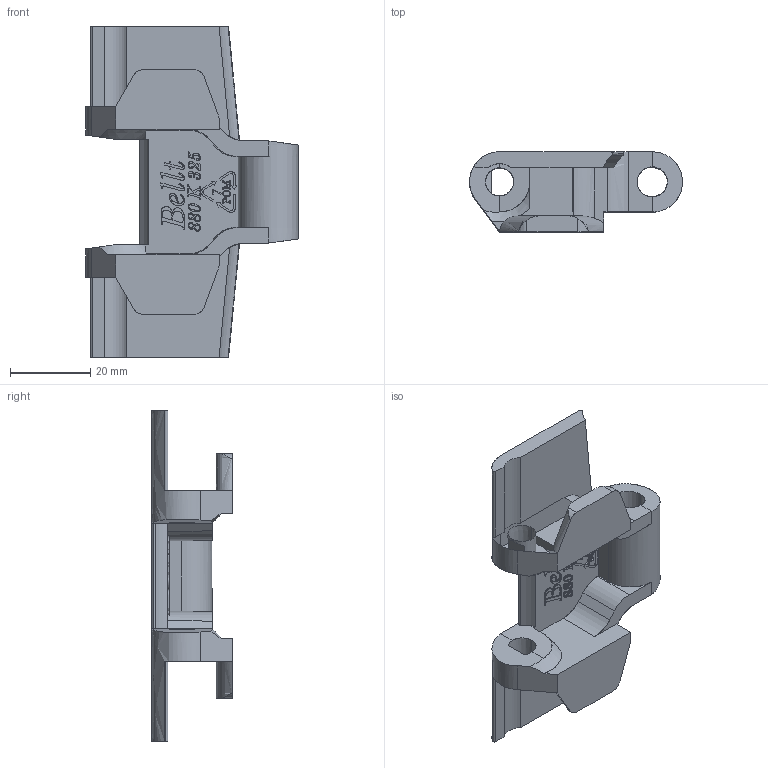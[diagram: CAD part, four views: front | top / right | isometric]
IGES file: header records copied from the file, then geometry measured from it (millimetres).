
Start section: SolidWorks IGES file using analytic representation for surfaces
Global section: file name: Bellt - 011023 - Bflex 880T K325 R200 Tab.IGS; native system: SolidWorks 2024; preprocessor: SolidWorks 2024; author: User; date: 250919.145459; units: millimetre
Bounding box: 53.1 x 20 x 82.5 mm (x, y, z)
Surface area: 11601 mm2 (no closed solid volume)
Topology: 0 solids, 0 shells, 471 faces, 6445 edges, 6445 vertices
Faces by surface type: bspline 420, revolution 51
